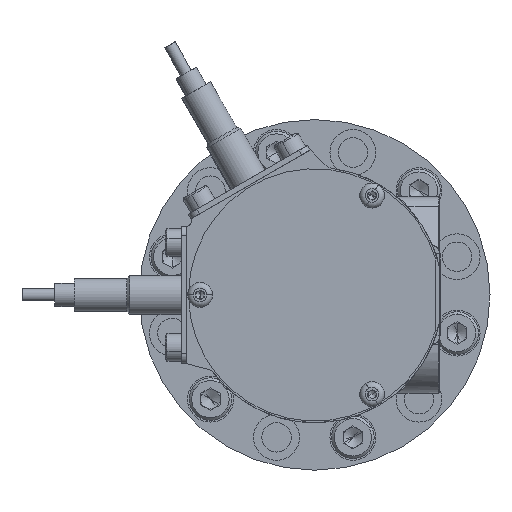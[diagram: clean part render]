
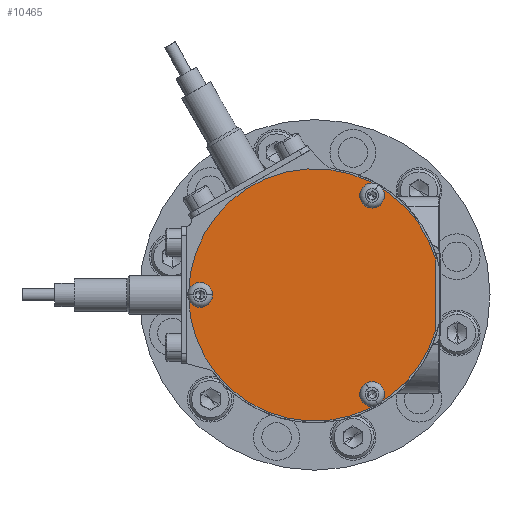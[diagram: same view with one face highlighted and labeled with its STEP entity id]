
A CAD part, left-side view. The second image highlights one B-rep face of the part: STEP entity #10465.
In plain terms, the highlighted face is planar.
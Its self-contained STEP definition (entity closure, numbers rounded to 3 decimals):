
#199 = EDGE_LOOP ( 'NONE', ( #17436, #2166 ) ) ;
#809 = CARTESIAN_POINT ( 'NONE',  ( -30.309, 0., 19.751 ) ) ;
#1031 = DIRECTION ( 'NONE',  ( 0., 1., 0. ) ) ;
#1451 = CARTESIAN_POINT ( 'NONE',  ( 30.312, 0., 15.249 ) ) ;
#1771 = EDGE_CURVE ( 'NONE', #13773, #10881, #12113, .T. ) ;
#1793 = AXIS2_PLACEMENT_3D ( 'NONE', #2723, #13576, #4280 ) ;
#2166 = ORIENTED_EDGE ( 'NONE', *, *, #17066, .T. ) ;
#2204 = AXIS2_PLACEMENT_3D ( 'NONE', #17946, #1031, #11872 ) ;
#2456 = CARTESIAN_POINT ( 'NONE',  ( 0., 0., -35. ) ) ;
#2517 = PLANE ( 'NONE',  #2204 ) ;
#2723 = CARTESIAN_POINT ( 'NONE',  ( -30.309, 0., 17.501 ) ) ;
#2732 = AXIS2_PLACEMENT_3D ( 'NONE', #7049, #17910, #8627 ) ;
#2933 = DIRECTION ( 'NONE',  ( 0., 1., 0. ) ) ;
#3078 = EDGE_CURVE ( 'NONE', #10085, #5688, #16467, .T. ) ;
#3417 = EDGE_CURVE ( 'NONE', #10301, #3637, #12101, .T. ) ;
#3637 = VERTEX_POINT ( 'NONE', #10928 ) ;
#3704 = AXIS2_PLACEMENT_3D ( 'NONE', #15316, #6018, #16861 ) ;
#3757 = LINE ( 'NONE', #14342, #7359 ) ;
#3996 = DIRECTION ( 'NONE',  ( 0., 0., 1. ) ) ;
#4251 = EDGE_LOOP ( 'NONE', ( #19731, #6419 ) ) ;
#4280 = DIRECTION ( 'NONE',  ( 0., 0., 1. ) ) ;
#4772 = CIRCLE ( 'NONE', #16916, 2.25 ) ;
#5688 = VERTEX_POINT ( 'NONE', #13611 ) ;
#6018 = DIRECTION ( 'NONE',  ( 0., 1., 0. ) ) ;
#6047 = EDGE_CURVE ( 'NONE', #8177, #10085, #3757, .T. ) ;
#6419 = ORIENTED_EDGE ( 'NONE', *, *, #3417, .T. ) ;
#6530 = DIRECTION ( 'NONE',  ( 1., 0., 0. ) ) ;
#6921 = EDGE_CURVE ( 'NONE', #5688, #8177, #10749, .T. ) ;
#7049 = CARTESIAN_POINT ( 'NONE',  ( 0., 0., -35. ) ) ;
#7103 = CARTESIAN_POINT ( 'NONE',  ( 0., 0., 0. ) ) ;
#7359 = VECTOR ( 'NONE', #6530, 1000. ) ;
#7509 = FACE_BOUND ( 'NONE', #4251, .T. ) ;
#7664 = ORIENTED_EDGE ( 'NONE', *, *, #8468, .T. ) ;
#7782 = CARTESIAN_POINT ( 'NONE',  ( 30.312, 0., 17.499 ) ) ;
#8177 = VERTEX_POINT ( 'NONE', #12779 ) ;
#8468 = EDGE_CURVE ( 'NONE', #10881, #13773, #15080, .T. ) ;
#8602 = VERTEX_POINT ( 'NONE', #1451 ) ;
#8627 = DIRECTION ( 'NONE',  ( 0., 0., 1. ) ) ;
#8689 = DIRECTION ( 'NONE',  ( 0., 0., 1. ) ) ;
#8731 = CARTESIAN_POINT ( 'NONE',  ( 30.312, 0., 17.499 ) ) ;
#9345 = DIRECTION ( 'NONE',  ( 0., 0., 1. ) ) ;
#9562 = CARTESIAN_POINT ( 'NONE',  ( 0., 0., -32.75 ) ) ;
#10085 = VERTEX_POINT ( 'NONE', #16746 ) ;
#10214 = ORIENTED_EDGE ( 'NONE', *, *, #3078, .F. ) ;
#10288 = DIRECTION ( 'NONE',  ( 0., 0., 1. ) ) ;
#10301 = VERTEX_POINT ( 'NONE', #9562 ) ;
#10465 = ADVANCED_FACE ( 'NONE', ( #16272, #19416, #7509, #15304 ), #2517, .F. ) ;
#10749 = CIRCLE ( 'NONE', #3704, 38.5 ) ;
#10878 = CIRCLE ( 'NONE', #15748, 2.25 ) ;
#10881 = VERTEX_POINT ( 'NONE', #809 ) ;
#10928 = CARTESIAN_POINT ( 'NONE',  ( 0., 0., -37.25 ) ) ;
#11558 = ORIENTED_EDGE ( 'NONE', *, *, #6921, .F. ) ;
#11872 = DIRECTION ( 'NONE',  ( 0., 0., 1. ) ) ;
#12101 = CIRCLE ( 'NONE', #2732, 2.25 ) ;
#12113 = CIRCLE ( 'NONE', #17893, 2.25 ) ;
#12209 = DIRECTION ( 'NONE',  ( 0., 0., 1. ) ) ;
#12779 = CARTESIAN_POINT ( 'NONE',  ( -10.642, 0., 37. ) ) ;
#13286 = DIRECTION ( 'NONE',  ( 0., 1., 0. ) ) ;
#13288 = EDGE_CURVE ( 'NONE', #8602, #15751, #10878, .T. ) ;
#13474 = CIRCLE ( 'NONE', #17219, 2.25 ) ;
#13573 = EDGE_LOOP ( 'NONE', ( #10214, #14376, #11558 ) ) ;
#13576 = DIRECTION ( 'NONE',  ( 0., 1., 0. ) ) ;
#13611 = CARTESIAN_POINT ( 'NONE',  ( 0., 0., -38.5 ) ) ;
#13773 = VERTEX_POINT ( 'NONE', #19480 ) ;
#13778 = CARTESIAN_POINT ( 'NONE',  ( -30.309, 0., 17.501 ) ) ;
#14342 = CARTESIAN_POINT ( 'NONE',  ( -10.642, 0., 37. ) ) ;
#14376 = ORIENTED_EDGE ( 'NONE', *, *, #6047, .F. ) ;
#14807 = EDGE_CURVE ( 'NONE', #3637, #10301, #4772, .T. ) ;
#14902 = CARTESIAN_POINT ( 'NONE',  ( 30.312, 0., 19.749 ) ) ;
#15080 = CIRCLE ( 'NONE', #1793, 2.25 ) ;
#15304 = FACE_BOUND ( 'NONE', #16841, .T. ) ;
#15316 = CARTESIAN_POINT ( 'NONE',  ( 0., 0., 0. ) ) ;
#15731 = ORIENTED_EDGE ( 'NONE', *, *, #1771, .T. ) ;
#15748 = AXIS2_PLACEMENT_3D ( 'NONE', #8731, #19576, #10288 ) ;
#15751 = VERTEX_POINT ( 'NONE', #14902 ) ;
#16272 = FACE_BOUND ( 'NONE', #199, .T. ) ;
#16467 = CIRCLE ( 'NONE', #19078, 38.5 ) ;
#16746 = CARTESIAN_POINT ( 'NONE',  ( 10.642, 0., 37. ) ) ;
#16841 = EDGE_LOOP ( 'NONE', ( #15731, #7664 ) ) ;
#16861 = DIRECTION ( 'NONE',  ( 0., 0., 1. ) ) ;
#16916 = AXIS2_PLACEMENT_3D ( 'NONE', #2456, #13286, #3996 ) ;
#17066 = EDGE_CURVE ( 'NONE', #15751, #8602, #13474, .T. ) ;
#17219 = AXIS2_PLACEMENT_3D ( 'NONE', #7782, #18639, #9345 ) ;
#17436 = ORIENTED_EDGE ( 'NONE', *, *, #13288, .T. ) ;
#17893 = AXIS2_PLACEMENT_3D ( 'NONE', #13778, #2933, #12209 ) ;
#17910 = DIRECTION ( 'NONE',  ( 0., 1., 0. ) ) ;
#17946 = CARTESIAN_POINT ( 'NONE',  ( 0., 0., 0. ) ) ;
#17963 = DIRECTION ( 'NONE',  ( 0., 1., 0. ) ) ;
#18639 = DIRECTION ( 'NONE',  ( 0., 1., 0. ) ) ;
#19078 = AXIS2_PLACEMENT_3D ( 'NONE', #7103, #17963, #8689 ) ;
#19416 = FACE_OUTER_BOUND ( 'NONE', #13573, .T. ) ;
#19480 = CARTESIAN_POINT ( 'NONE',  ( -30.309, 0., 15.251 ) ) ;
#19576 = DIRECTION ( 'NONE',  ( 0., 1., 0. ) ) ;
#19731 = ORIENTED_EDGE ( 'NONE', *, *, #14807, .T. ) ;
